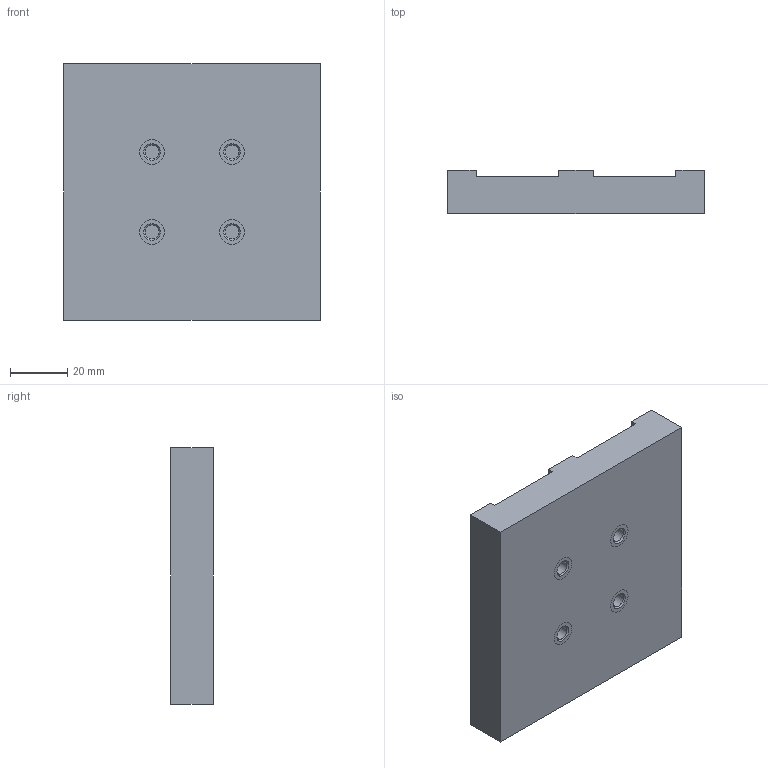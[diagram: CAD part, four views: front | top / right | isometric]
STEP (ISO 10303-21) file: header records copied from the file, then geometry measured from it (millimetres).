
FILE_DESCRIPTION(/* description */ (''),/* implementation_level */ '2;1');
FILE_NAME(/* name */ 'E_3_01_12_19_00_WKZ-0061.stp',/* time_stamp */ '2025-11-24T11:05:25+01:00',/* author */ ('d.fischer'),/* organization */ (''),/* preprocessor_version */ 'ST-DEVELOPER v20',/* originating_system */ 'Autodesk Inventor 2025',/* authorisation */ '');
FILE_SCHEMA (('AUTOMOTIVE_DESIGN { 1 0 10303 214 3 1 1 }'));
Length unit declared in the file: millimetre
Products named in the file (3): WKZ-0061; WKZ-0061-01; WKZ-0061-02
Assembly tree (5 placements, depth 2):
  WKZ-0061
    WKZ-0061-01
    WKZ-0061-02  x4
Bounding box: 90 x 15 x 90 mm (x, y, z)
Volume: 110346.9 mm3; surface area: 24835.6 mm2
Topology: 5 solids, 5 shells, 50 faces, 100 edges, 64 vertices
Faces by surface type: plane 26, cylinder 12, cone 12
Full cylindrical faces by diameter (mm): 4.917 x4, 8.6 x8
Entity records: 919 total; most frequent: DIRECTION 151, CARTESIAN_POINT 138, ORIENTED_EDGE 122, EDGE_CURVE 61, AXIS2_PLACEMENT_3D 53, LINE 45, VECTOR 45, VERTEX_POINT 40
